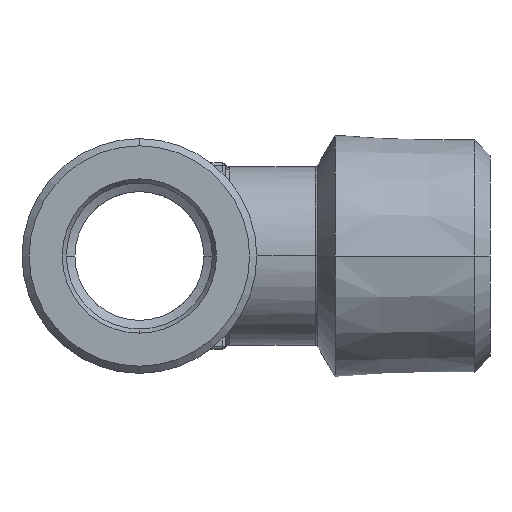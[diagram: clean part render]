
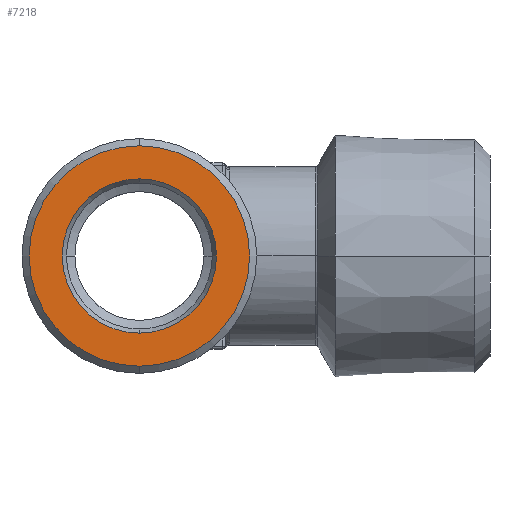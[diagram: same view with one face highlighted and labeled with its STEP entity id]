
A CAD part, left-side view. The second image highlights one B-rep face of the part: STEP entity #7218.
In plain terms, the highlighted planar face has unit normal (-1, 0, 0).
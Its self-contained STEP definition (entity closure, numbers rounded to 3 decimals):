
#2465=CARTESIAN_POINT('',(-29.6,0.,0.));
#2466=DIRECTION('',(1.,0.,0.));
#2467=DIRECTION('',(0.,0.,-1.));
#2468=AXIS2_PLACEMENT_3D('',#2465,#2466,#2467);
#2470=CARTESIAN_POINT('',(-29.6,0.,0.));
#2471=DIRECTION('',(-1.,0.,0.));
#2472=DIRECTION('',(0.,0.,-1.));
#2473=AXIS2_PLACEMENT_3D('',#2470,#2471,#2472);
#2475=CARTESIAN_POINT('',(-29.6,0.,0.));
#2476=DIRECTION('',(-1.,0.,0.));
#2477=DIRECTION('',(0.,0.,-1.));
#2478=AXIS2_PLACEMENT_3D('',#2475,#2476,#2477);
#2488=CARTESIAN_POINT('',(-29.6,0.,0.));
#2489=DIRECTION('',(1.,0.,0.));
#2490=DIRECTION('',(0.,0.,-1.));
#2491=AXIS2_PLACEMENT_3D('',#2488,#2489,#2490);
#2926=CARTESIAN_POINT('',(-29.6,0.,-5.389));
#2928=VERTEX_POINT('',#2926);
#2929=CARTESIAN_POINT('',(-29.6,0.,-7.7));
#2931=VERTEX_POINT('',#2929);
#2936=CARTESIAN_POINT('',(-29.6,0.,5.389));
#2938=VERTEX_POINT('',#2936);
#2939=CARTESIAN_POINT('',(-29.6,0.,7.7));
#2941=VERTEX_POINT('',#2939);
#7203=CARTESIAN_POINT('',(-29.6,0.,0.));
#7204=DIRECTION('',(-1.,0.,0.));
#7205=DIRECTION('',(0.,0.,1.));
#7206=AXIS2_PLACEMENT_3D('',#7203,#7204,#7205);
#7207=PLANE('',#7206);
#7209=ORIENTED_EDGE('',*,*,#7208,.F.);
#7211=ORIENTED_EDGE('',*,*,#7210,.T.);
#7212=EDGE_LOOP('',(#7209,#7211));
#7213=FACE_OUTER_BOUND('',#7212,.F.);
#7214=ORIENTED_EDGE('',*,*,#7182,.F.);
#7215=ORIENTED_EDGE('',*,*,#7198,.T.);
#7216=EDGE_LOOP('',(#7214,#7215));
#7217=FACE_BOUND('',#7216,.F.);
#7218=ADVANCED_FACE('',(#7213,#7217),#7207,.T.);
#2469=CIRCLE('',#2468,5.389);
#2474=CIRCLE('',#2473,5.389);
#2479=CIRCLE('',#2478,7.7);
#2492=CIRCLE('',#2491,7.7);
#7182=EDGE_CURVE('',#2928,#2938,#2469,.T.);
#7198=EDGE_CURVE('',#2928,#2938,#2474,.T.);
#7208=EDGE_CURVE('',#2931,#2941,#2479,.T.);
#7210=EDGE_CURVE('',#2931,#2941,#2492,.T.);
